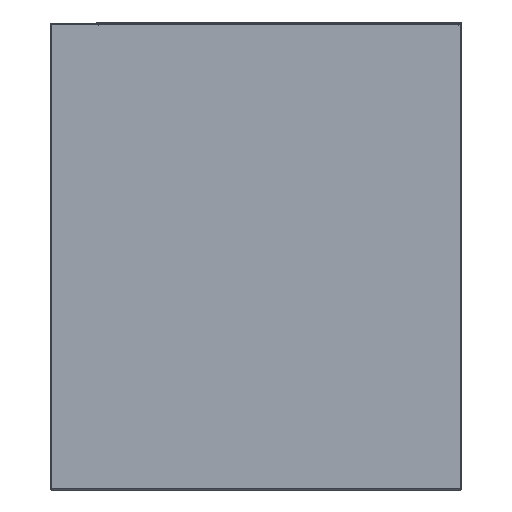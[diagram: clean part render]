
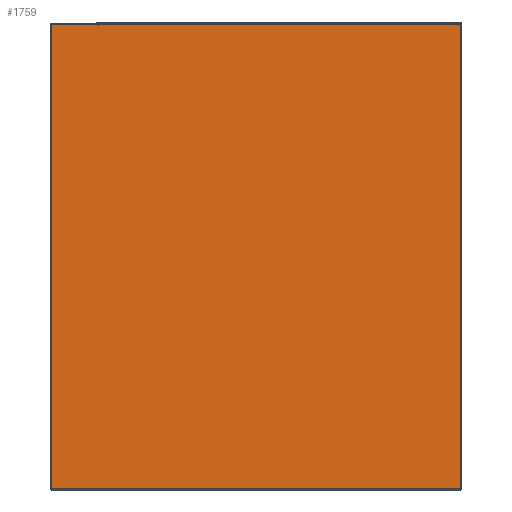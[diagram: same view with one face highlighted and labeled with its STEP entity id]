
A CAD part, left-side view. The second image highlights one B-rep face of the part: STEP entity #1759.
In plain terms, the highlighted planar face has unit normal (-1, 0, 0).
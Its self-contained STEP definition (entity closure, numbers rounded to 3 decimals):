
#158 = VECTOR ( 'NONE', #3762, 1000. ) ;
#179 = VECTOR ( 'NONE', #1753, 1000. ) ;
#335 = LINE ( 'NONE', #3591, #797 ) ;
#369 = LINE ( 'NONE', #3294, #4438 ) ;
#371 = ORIENTED_EDGE ( 'NONE', *, *, #3885, .T. ) ;
#392 = AXIS2_PLACEMENT_3D ( 'NONE', #4239, #948, #925 ) ;
#435 = CARTESIAN_POINT ( 'NONE',  ( -397.5, 399., 224.086 ) ) ;
#797 = VECTOR ( 'NONE', #2494, 1000. ) ;
#906 = CARTESIAN_POINT ( 'NONE',  ( -397.5, 1., -227.5 ) ) ;
#925 = DIRECTION ( 'NONE',  ( 0., 0., 1. ) ) ;
#948 = DIRECTION ( 'NONE',  ( -1., 0., 0. ) ) ;
#1043 = VERTEX_POINT ( 'NONE', #906 ) ;
#1125 = LINE ( 'NONE', #2289, #158 ) ;
#1227 = EDGE_LOOP ( 'NONE', ( #3601, #2502, #371, #2600 ) ) ;
#1318 = CARTESIAN_POINT ( 'NONE',  ( -397.5, 1., 224.086 ) ) ;
#1323 = EDGE_CURVE ( 'NONE', #2383, #1043, #369, .T. ) ;
#1753 = DIRECTION ( 'NONE',  ( 0., 0., 1. ) ) ;
#1759 = ADVANCED_FACE ( 'NONE', ( #3136 ), #4194, .T. ) ;
#2084 = LINE ( 'NONE', #2161, #179 ) ;
#2098 = EDGE_CURVE ( 'NONE', #3337, #4732, #1125, .T. ) ;
#2161 = CARTESIAN_POINT ( 'NONE',  ( -397.5, 1., -228.5 ) ) ;
#2289 = CARTESIAN_POINT ( 'NONE',  ( -397.5, 400., 224.086 ) ) ;
#2383 = VERTEX_POINT ( 'NONE', #3894 ) ;
#2494 = DIRECTION ( 'NONE',  ( 0., 0., -1. ) ) ;
#2502 = ORIENTED_EDGE ( 'NONE', *, *, #1323, .T. ) ;
#2600 = ORIENTED_EDGE ( 'NONE', *, *, #2098, .T. ) ;
#2928 = DIRECTION ( 'NONE',  ( 0., -1., 0. ) ) ;
#3136 = FACE_OUTER_BOUND ( 'NONE', #1227, .T. ) ;
#3294 = CARTESIAN_POINT ( 'NONE',  ( -397.5, 400., -227.5 ) ) ;
#3337 = VERTEX_POINT ( 'NONE', #1318 ) ;
#3591 = CARTESIAN_POINT ( 'NONE',  ( -397.5, 399., -228.5 ) ) ;
#3601 = ORIENTED_EDGE ( 'NONE', *, *, #3805, .T. ) ;
#3762 = DIRECTION ( 'NONE',  ( 0., 1., 0. ) ) ;
#3805 = EDGE_CURVE ( 'NONE', #4732, #2383, #335, .T. ) ;
#3885 = EDGE_CURVE ( 'NONE', #1043, #3337, #2084, .T. ) ;
#3894 = CARTESIAN_POINT ( 'NONE',  ( -397.5, 399., -227.5 ) ) ;
#4194 = PLANE ( 'NONE',  #392 ) ;
#4239 = CARTESIAN_POINT ( 'NONE',  ( -397.5, 400., -228.5 ) ) ;
#4438 = VECTOR ( 'NONE', #2928, 1000. ) ;
#4732 = VERTEX_POINT ( 'NONE', #435 ) ;
